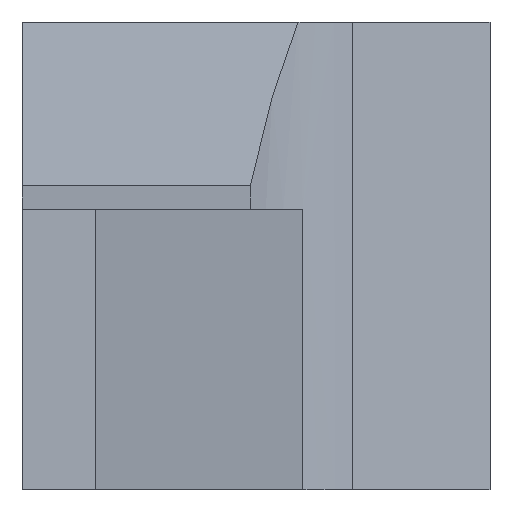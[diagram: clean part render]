
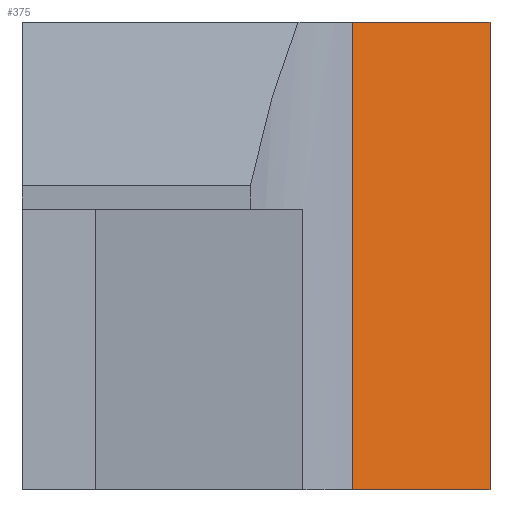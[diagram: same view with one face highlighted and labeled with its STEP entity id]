
A CAD part, left-side view. The second image highlights one B-rep face of the part: STEP entity #375.
In plain terms, the highlighted planar face has unit normal (-0.966, -0.259, 0).
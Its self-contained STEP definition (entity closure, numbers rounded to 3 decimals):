
#14 = AXIS2_PLACEMENT_3D ( 'NONE', #839, #1256, #430 ) ;
#23 = LINE ( 'NONE', #122, #1196 ) ;
#28 = ORIENTED_EDGE ( 'NONE', *, *, #670, .T. ) ;
#59 = ORIENTED_EDGE ( 'NONE', *, *, #308, .F. ) ;
#84 = VERTEX_POINT ( 'NONE', #208 ) ;
#111 = ORIENTED_EDGE ( 'NONE', *, *, #315, .T. ) ;
#122 = CARTESIAN_POINT ( 'NONE',  ( -92.756, 0., -5. ) ) ;
#188 = CARTESIAN_POINT ( 'NONE',  ( -86.542, -23.189, -5. ) ) ;
#205 = DIRECTION ( 'NONE',  ( 0., 0., -1. ) ) ;
#207 = DIRECTION ( 'NONE',  ( 0., 0., -1. ) ) ;
#208 = CARTESIAN_POINT ( 'NONE',  ( -93.541, 2.933, 5. ) ) ;
#294 = DIRECTION ( 'NONE',  ( 0.259, -0.966, 0. ) ) ;
#308 = EDGE_CURVE ( 'NONE', #84, #1242, #635, .T. ) ;
#309 = DIRECTION ( 'NONE',  ( 0.259, -0.966, 0. ) ) ;
#315 = EDGE_CURVE ( 'NONE', #84, #951, #1134, .T. ) ;
#375 = ADVANCED_FACE ( 'NONE', ( #424 ), #955, .T. ) ;
#397 = LINE ( 'NONE', #188, #875 ) ;
#424 = FACE_OUTER_BOUND ( 'NONE', #915, .T. ) ;
#430 = DIRECTION ( 'NONE',  ( 0.259, -0.966, 0. ) ) ;
#461 = CARTESIAN_POINT ( 'NONE',  ( -92.756, 0., 5. ) ) ;
#539 = CARTESIAN_POINT ( 'NONE',  ( -86.542, -23.189, 5. ) ) ;
#620 = CARTESIAN_POINT ( 'NONE',  ( -93.541, 2.933, 126.309 ) ) ;
#635 = LINE ( 'NONE', #539, #767 ) ;
#670 = EDGE_CURVE ( 'NONE', #951, #745, #397, .T. ) ;
#728 = CARTESIAN_POINT ( 'NONE',  ( -92.756, 0., -5. ) ) ;
#745 = VERTEX_POINT ( 'NONE', #728 ) ;
#767 = VECTOR ( 'NONE', #309, 1000. ) ;
#839 = CARTESIAN_POINT ( 'NONE',  ( -93.541, 2.933, 126.309 ) ) ;
#875 = VECTOR ( 'NONE', #294, 1000. ) ;
#915 = EDGE_LOOP ( 'NONE', ( #28, #1286, #59, #111 ) ) ;
#946 = VECTOR ( 'NONE', #207, 1000. ) ;
#951 = VERTEX_POINT ( 'NONE', #1223 ) ;
#955 = PLANE ( 'NONE',  #14 ) ;
#1073 = EDGE_CURVE ( 'NONE', #1242, #745, #23, .T. ) ;
#1134 = LINE ( 'NONE', #620, #946 ) ;
#1196 = VECTOR ( 'NONE', #205, 1000. ) ;
#1223 = CARTESIAN_POINT ( 'NONE',  ( -93.541, 2.933, -5. ) ) ;
#1242 = VERTEX_POINT ( 'NONE', #461 ) ;
#1256 = DIRECTION ( 'NONE',  ( -0.966, -0.259, 0. ) ) ;
#1286 = ORIENTED_EDGE ( 'NONE', *, *, #1073, .F. ) ;
